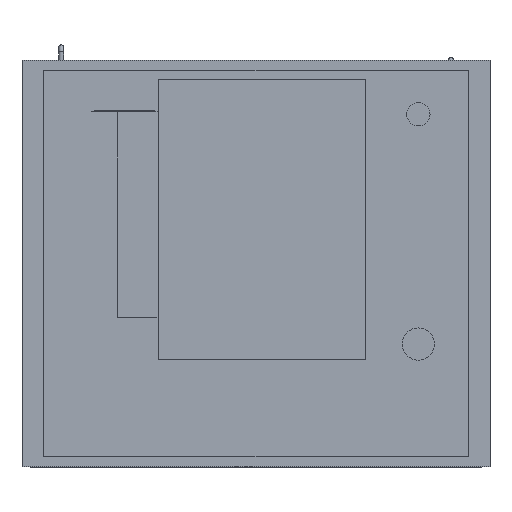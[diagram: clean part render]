
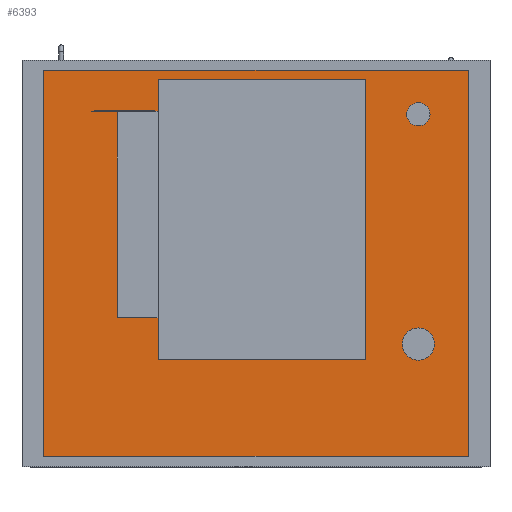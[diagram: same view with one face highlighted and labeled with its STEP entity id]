
A CAD part, front view. The second image highlights one B-rep face of the part: STEP entity #6393.
In plain terms, the highlighted planar face has unit normal (0, -1, 0).
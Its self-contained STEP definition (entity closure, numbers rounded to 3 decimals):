
#104=FACE_BOUND('',#858,.T.);
#105=FACE_BOUND('',#859,.T.);
#125=PLANE('',#6858);
#460=FACE_OUTER_BOUND('',#857,.T.);
#857=EDGE_LOOP('',(#4538,#4539,#4540,#4541));
#858=EDGE_LOOP('',(#4542));
#859=EDGE_LOOP('',(#4543));
#1262=LINE('',#9251,#2050);
#1266=LINE('',#9259,#2054);
#1269=LINE('',#9265,#2057);
#1272=LINE('',#9270,#2060);
#2050=VECTOR('',#7410,10.);
#2054=VECTOR('',#7416,10.);
#2057=VECTOR('',#7421,10.);
#2060=VECTOR('',#7426,10.);
#2825=CIRCLE('',#6842,20.);
#2827=CIRCLE('',#6846,27.5);
#2955=VERTEX_POINT('',#9212);
#2957=VERTEX_POINT('',#9219);
#2966=VERTEX_POINT('',#9249);
#2967=VERTEX_POINT('',#9250);
#2970=VERTEX_POINT('',#9258);
#2972=VERTEX_POINT('',#9264);
#3568=EDGE_CURVE('',#2955,#2955,#2825,.T.);
#3571=EDGE_CURVE('',#2957,#2957,#2827,.T.);
#3584=EDGE_CURVE('',#2966,#2967,#1262,.T.);
#3588=EDGE_CURVE('',#2970,#2966,#1266,.T.);
#3591=EDGE_CURVE('',#2972,#2970,#1269,.T.);
#3594=EDGE_CURVE('',#2967,#2972,#1272,.T.);
#4538=ORIENTED_EDGE('',*,*,#3594,.F.);
#4539=ORIENTED_EDGE('',*,*,#3584,.F.);
#4540=ORIENTED_EDGE('',*,*,#3588,.F.);
#4541=ORIENTED_EDGE('',*,*,#3591,.F.);
#4542=ORIENTED_EDGE('',*,*,#3568,.T.);
#4543=ORIENTED_EDGE('',*,*,#3571,.T.);
#6393=ADVANCED_FACE('',(#460,#104,#105),#125,.F.);
#6842=AXIS2_PLACEMENT_3D('',#9214,#7373,#7374);
#6846=AXIS2_PLACEMENT_3D('',#9221,#7382,#7383);
#6858=AXIS2_PLACEMENT_3D('',#9273,#7430,#7431);
#7373=DIRECTION('center_axis',(0.,1.,0.));
#7374=DIRECTION('ref_axis',(1.,0.,0.));
#7382=DIRECTION('center_axis',(0.,1.,0.));
#7383=DIRECTION('ref_axis',(1.,0.,0.));
#7410=DIRECTION('',(0.,0.,1.));
#7416=DIRECTION('',(-1.,0.,0.));
#7421=DIRECTION('',(0.,0.,-1.));
#7426=DIRECTION('',(1.,0.,0.));
#7430=DIRECTION('center_axis',(0.,1.,0.));
#7431=DIRECTION('ref_axis',(0.,0.,1.));
#9212=CARTESIAN_POINT('',(257.5,0.,255.));
#9214=CARTESIAN_POINT('Origin',(277.5,0.,255.));
#9219=CARTESIAN_POINT('',(250.,0.,-138.));
#9221=CARTESIAN_POINT('Origin',(277.5,0.,-138.));
#9249=CARTESIAN_POINT('',(-362.5,0.,-330.));
#9250=CARTESIAN_POINT('',(-362.5,0.,330.));
#9251=CARTESIAN_POINT('',(-362.5,0.,-330.));
#9258=CARTESIAN_POINT('',(362.5,0.,-330.));
#9259=CARTESIAN_POINT('',(362.5,0.,-330.));
#9264=CARTESIAN_POINT('',(362.5,0.,330.));
#9265=CARTESIAN_POINT('',(362.5,0.,330.));
#9270=CARTESIAN_POINT('',(-362.5,0.,330.));
#9273=CARTESIAN_POINT('Origin',(0.,0.,0.));
